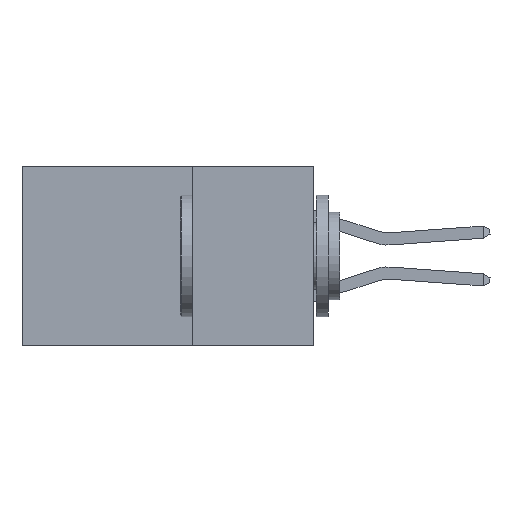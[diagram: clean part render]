
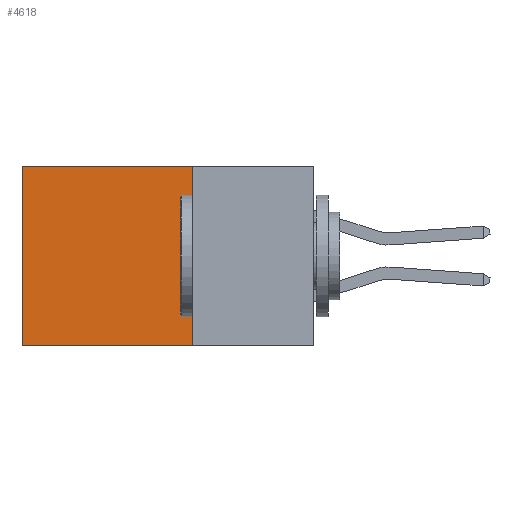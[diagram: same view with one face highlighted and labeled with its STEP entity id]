
A CAD part, left-side view. The second image highlights one B-rep face of the part: STEP entity #4618.
In plain terms, the highlighted planar face has unit normal (-1, 0, 0).
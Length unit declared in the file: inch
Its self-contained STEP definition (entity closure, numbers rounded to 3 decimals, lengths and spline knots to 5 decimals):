
#162 = CARTESIAN_POINT ( 'NONE',  ( 0.2875, 0.25, -0.37 ) ) ;
#1347 = ORIENTED_EDGE ( 'NONE', *, *, #3143, .F. ) ;
#1461 = VECTOR ( 'NONE', #4959, 39.37008 ) ;
#2008 = EDGE_CURVE ( 'NONE', #2999, #9050, #2544, .T. ) ;
#2397 = LINE ( 'NONE', #6020, #8748 ) ;
#2544 = LINE ( 'NONE', #3342, #6791 ) ;
#2999 = VERTEX_POINT ( 'NONE', #9787 ) ;
#3143 = EDGE_CURVE ( 'NONE', #9050, #8040, #2397, .T. ) ;
#3342 = CARTESIAN_POINT ( 'NONE',  ( 0.2875, 0.25, 0. ) ) ;
#3368 = ORIENTED_EDGE ( 'NONE', *, *, #2008, .F. ) ;
#4144 = CARTESIAN_POINT ( 'NONE',  ( 0.2875, 0.6, 0. ) ) ;
#4618 = ADVANCED_FACE ( 'NONE', ( #7628 ), #9328, .F. ) ;
#4959 = DIRECTION ( 'NONE',  ( 0., 0., -1. ) ) ;
#5341 = CARTESIAN_POINT ( 'NONE',  ( 0.2875, 0.25, 0. ) ) ;
#5376 = DIRECTION ( 'NONE',  ( 0., 0., -1. ) ) ;
#5382 = AXIS2_PLACEMENT_3D ( 'NONE', #5341, #10135, #5376 ) ;
#6013 = VERTEX_POINT ( 'NONE', #8113 ) ;
#6020 = CARTESIAN_POINT ( 'NONE',  ( 0.2875, 0.25, -0.37 ) ) ;
#6323 = CARTESIAN_POINT ( 'NONE',  ( 0.2875, 0.6, -0.37 ) ) ;
#6788 = ORIENTED_EDGE ( 'NONE', *, *, #8209, .T. ) ;
#6791 = VECTOR ( 'NONE', #8909, 39.37008 ) ;
#7432 = EDGE_LOOP ( 'NONE', ( #6788, #1347, #3368, #9687 ) ) ;
#7474 = CARTESIAN_POINT ( 'NONE',  ( 0.2875, 0.25, 0. ) ) ;
#7550 = LINE ( 'NONE', #7474, #9681 ) ;
#7562 = LINE ( 'NONE', #4144, #1461 ) ;
#7628 = FACE_OUTER_BOUND ( 'NONE', #7432, .T. ) ;
#8040 = VERTEX_POINT ( 'NONE', #6323 ) ;
#8113 = CARTESIAN_POINT ( 'NONE',  ( 0.2875, 0.6, 0. ) ) ;
#8209 = EDGE_CURVE ( 'NONE', #6013, #8040, #7562, .T. ) ;
#8269 = DIRECTION ( 'NONE',  ( 0., 1., 0. ) ) ;
#8644 = EDGE_CURVE ( 'NONE', #2999, #6013, #7550, .T. ) ;
#8748 = VECTOR ( 'NONE', #9973, 39.37008 ) ;
#8909 = DIRECTION ( 'NONE',  ( 0., 0., -1. ) ) ;
#9050 = VERTEX_POINT ( 'NONE', #162 ) ;
#9328 = PLANE ( 'NONE',  #5382 ) ;
#9681 = VECTOR ( 'NONE', #8269, 39.37008 ) ;
#9687 = ORIENTED_EDGE ( 'NONE', *, *, #8644, .T. ) ;
#9787 = CARTESIAN_POINT ( 'NONE',  ( 0.2875, 0.25, 0. ) ) ;
#9973 = DIRECTION ( 'NONE',  ( 0., 1., 0. ) ) ;
#10135 = DIRECTION ( 'NONE',  ( 1., 0., 0. ) ) ;
